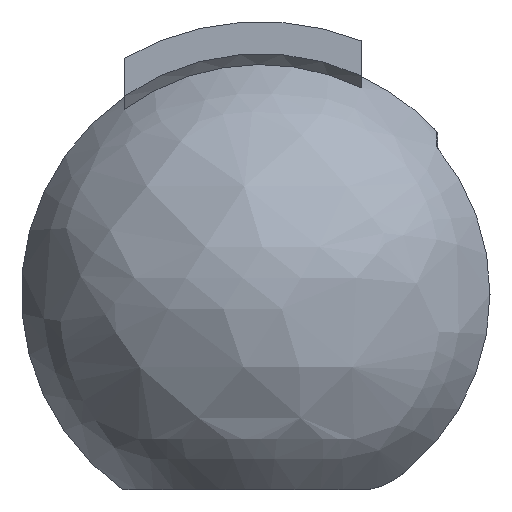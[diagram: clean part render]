
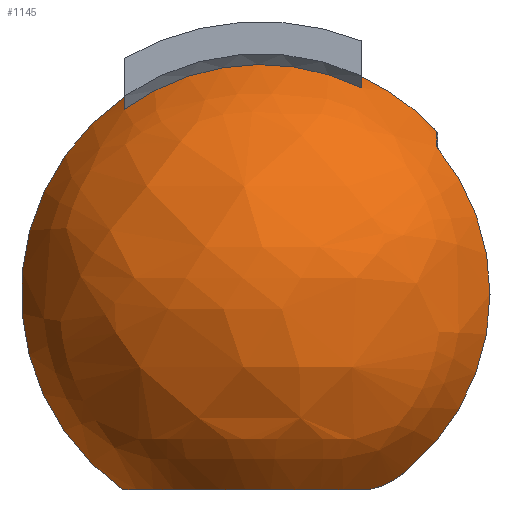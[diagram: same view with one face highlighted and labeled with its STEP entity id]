
A CAD part, front view. The second image highlights one B-rep face of the part: STEP entity #1145.
In plain terms, the highlighted free-form (B-spline) face has degree [3, 3] with [4, 4] control points.
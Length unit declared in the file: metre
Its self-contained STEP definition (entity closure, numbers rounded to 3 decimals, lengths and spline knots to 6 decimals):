
#138=B_SPLINE_CURVE_WITH_KNOTS('',3,(#3827,#3828,#3829,#3830,#3831,#3832,
#3833,#3834,#3835,#3836,#3837,#3838,#3839,#3840,#3841,#3842,#3843),
 .UNSPECIFIED.,.F.,.F.,(4,1,1,1,1,1,1,1,1,1,1,1,1,1,4),(0.,0.125,0.25,0.3125,
0.375,0.4375,0.46875,0.5,0.53125,0.5625,0.625,0.6875,0.75,0.875,1.),
 .UNSPECIFIED.);
#302=ORIENTED_EDGE('',*,*,#657,.F.);
#303=ORIENTED_EDGE('',*,*,#658,.T.);
#304=ORIENTED_EDGE('',*,*,#659,.T.);
#305=ORIENTED_EDGE('',*,*,#660,.T.);
#306=ORIENTED_EDGE('',*,*,#618,.T.);
#307=ORIENTED_EDGE('',*,*,#661,.F.);
#308=ORIENTED_EDGE('',*,*,#662,.T.);
#309=ORIENTED_EDGE('',*,*,#663,.T.);
#310=ORIENTED_EDGE('',*,*,#633,.T.);
#618=EDGE_CURVE('',#799,#798,#912,.F.);
#633=EDGE_CURVE('',#814,#813,#917,.F.);
#657=EDGE_CURVE('',#835,#813,#931,.T.);
#658=EDGE_CURVE('',#835,#836,#138,.T.);
#659=EDGE_CURVE('',#836,#837,#932,.F.);
#660=EDGE_CURVE('',#837,#799,#933,.T.);
#661=EDGE_CURVE('',#838,#798,#934,.F.);
#662=EDGE_CURVE('',#838,#839,#935,.F.);
#663=EDGE_CURVE('',#839,#814,#936,.F.);
#798=VERTEX_POINT('',#3640);
#799=VERTEX_POINT('',#3642);
#813=VERTEX_POINT('',#3686);
#814=VERTEX_POINT('',#3688);
#835=VERTEX_POINT('',#3826);
#836=VERTEX_POINT('',#3844);
#837=VERTEX_POINT('',#3846);
#838=VERTEX_POINT('',#3849);
#839=VERTEX_POINT('',#3851);
#912=CIRCLE('',#1215,0.088);
#917=CIRCLE('',#1220,0.088);
#931=CIRCLE('',#1234,0.057375);
#932=CIRCLE('',#1235,0.084212);
#933=CIRCLE('',#1236,0.0655);
#934=CIRCLE('',#1237,0.084232);
#935=CIRCLE('',#1238,0.084232);
#936=CIRCLE('',#1239,0.077227);
#988=EDGE_LOOP('',(#302,#303,#304,#305,#306,#307,#308,#309,#310));
#1051=FACE_BOUND('',#988,.T.);
#1106=(
BOUNDED_SURFACE()
B_SPLINE_SURFACE(3,3,((#3809,#3810,#3811,#3812),(#3813,#3814,#3815,#3816),
(#3817,#3818,#3819,#3820),(#3821,#3822,#3823,#3824)),.SPHERICAL_SURF.,.F.,
 .F.,.F.)
B_SPLINE_SURFACE_WITH_KNOTS((4,4),(4,4),(0.,0.816697),(0.081014,
0.437706),.PIECEWISE_BEZIER_KNOTS.)
GEOMETRIC_REPRESENTATION_ITEM()
RATIONAL_B_SPLINE_SURFACE(((0.728,0.407,0.425,
0.782),(0.463,0.259,0.27,
0.497),(0.414,0.231,0.242,
0.445),(0.582,0.325,0.34,
0.625)))
REPRESENTATION_ITEM('')
SURFACE()
);
#1145=ADVANCED_FACE('',(#1051),#1106,.T.);
#1215=AXIS2_PLACEMENT_3D('',#3641,#1300,#1301);
#1220=AXIS2_PLACEMENT_3D('',#3687,#1315,#1316);
#1234=AXIS2_PLACEMENT_3D('',#3825,#1345,#1346);
#1235=AXIS2_PLACEMENT_3D('',#3845,#1347,#1348);
#1236=AXIS2_PLACEMENT_3D('',#3847,#1349,#1350);
#1237=AXIS2_PLACEMENT_3D('',#3848,#1351,#1352);
#1238=AXIS2_PLACEMENT_3D('',#3850,#1353,#1354);
#1239=AXIS2_PLACEMENT_3D('',#3852,#1355,#1356);
#1300=DIRECTION('',(0.,1.,0.));
#1301=DIRECTION('',(0.,0.,-1.));
#1315=DIRECTION('',(0.,1.,0.));
#1316=DIRECTION('',(0.,0.,-1.));
#1345=DIRECTION('',(0.,0.,-1.));
#1346=DIRECTION('',(-1.,0.,0.));
#1347=DIRECTION('',(0.,1.,0.));
#1348=DIRECTION('',(0.,0.,-1.));
#1349=DIRECTION('',(-1.,0.,0.));
#1350=DIRECTION('',(0.,0.,1.));
#1351=DIRECTION('',(1.,0.,0.));
#1352=DIRECTION('',(0.,0.,-1.));
#1353=DIRECTION('',(0.,1.,0.));
#1354=DIRECTION('',(0.,0.,-1.));
#1355=DIRECTION('',(1.,0.,0.));
#1356=DIRECTION('',(0.,0.,-1.));
#3640=CARTESIAN_POINT('',(0.037,-0.026833,0.151761));
#3641=CARTESIAN_POINT('',(0.,-0.026833,0.071917));
#3642=CARTESIAN_POINT('',(0.064605,-0.026833,0.131668));
#3686=CARTESIAN_POINT('',(-0.050714,-0.026833,0.));
#3687=CARTESIAN_POINT('',(0.,-0.026833,0.071917));
#3688=CARTESIAN_POINT('',(-0.05,-0.026833,0.144333));
#3809=CARTESIAN_POINT('',(0.05324,-0.021388,0.));
#3810=CARTESIAN_POINT('',(0.028246,-0.083603,0.));
#3811=CARTESIAN_POINT('',(-0.037176,-0.077694,0.));
#3812=CARTESIAN_POINT('',(-0.055097,-0.016007,0.));
#3813=CARTESIAN_POINT('',(0.107211,-0.04307,0.046403));
#3814=CARTESIAN_POINT('',(0.05688,-0.168355,0.046403));
#3815=CARTESIAN_POINT('',(-0.074862,-0.156455,0.046403));
#3816=CARTESIAN_POINT('',(-0.110951,-0.032234,0.046403));
#3817=CARTESIAN_POINT('',(0.103792,-0.041697,0.125459));
#3818=CARTESIAN_POINT('',(0.055066,-0.162987,0.125459));
#3819=CARTESIAN_POINT('',(-0.072475,-0.151466,0.125459));
#3820=CARTESIAN_POINT('',(-0.107413,-0.031206,0.125459));
#3821=CARTESIAN_POINT('',(0.032412,-0.013021,0.157028));
#3822=CARTESIAN_POINT('',(0.017196,-0.050897,0.157028));
#3823=CARTESIAN_POINT('',(-0.022632,-0.047299,0.157028));
#3824=CARTESIAN_POINT('',(-0.033543,-0.009745,0.157028));
#3825=CARTESIAN_POINT('',(0.,0.,0.));
#3826=CARTESIAN_POINT('',(0.037822,-0.043145,0.));
#3827=CARTESIAN_POINT('',(0.037822,-0.043145,0.));
#3828=CARTESIAN_POINT('',(0.038439,-0.042603,0.));
#3829=CARTESIAN_POINT('',(0.039691,-0.041596,0.000082));
#3830=CARTESIAN_POINT('',(0.041332,-0.040511,0.000393));
#3831=CARTESIAN_POINT('',(0.042698,-0.039744,0.000771));
#3832=CARTESIAN_POINT('',(0.043736,-0.039228,0.001116));
#3833=CARTESIAN_POINT('',(0.044626,-0.03884,0.00146));
#3834=CARTESIAN_POINT('',(0.045338,-0.038562,0.001763));
#3835=CARTESIAN_POINT('',(0.045916,-0.038354,0.002025));
#3836=CARTESIAN_POINT('',(0.046356,-0.038207,0.002236));
#3837=CARTESIAN_POINT('',(0.046997,-0.038006,0.002556));
#3838=CARTESIAN_POINT('',(0.04779,-0.037787,0.002978));
#3839=CARTESIAN_POINT('',(0.048765,-0.037562,0.003539));
#3840=CARTESIAN_POINT('',(0.050077,-0.037315,0.004353));
#3841=CARTESIAN_POINT('',(0.051809,-0.037101,0.005542));
#3842=CARTESIAN_POINT('',(0.053206,-0.037045,0.006636));
#3843=CARTESIAN_POINT('',(0.053915,-0.037045,0.007227));
#3844=CARTESIAN_POINT('',(0.053915,-0.037045,0.007227));
#3845=CARTESIAN_POINT('',(0.,-0.037045,0.071917));
#3846=CARTESIAN_POINT('',(0.064605,-0.037045,0.125934));
#3847=CARTESIAN_POINT('',(0.064605,0.,0.071917));
#3848=CARTESIAN_POINT('',(0.037,0.,0.071917));
#3849=CARTESIAN_POINT('',(0.037,-0.037,0.147587));
#3850=CARTESIAN_POINT('',(0.,-0.037,0.071917));
#3851=CARTESIAN_POINT('',(-0.05,-0.037,0.139704));
#3852=CARTESIAN_POINT('',(-0.05,0.,0.071917));
